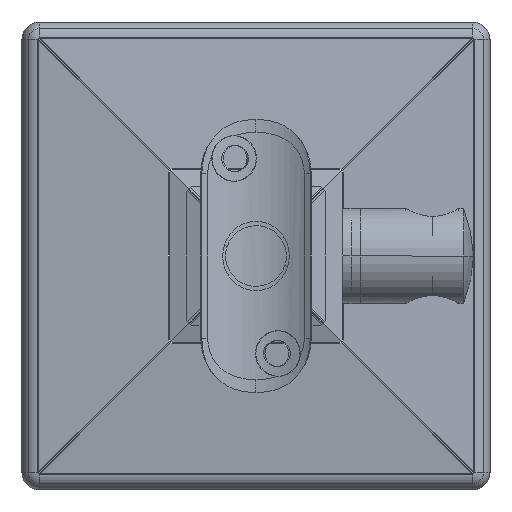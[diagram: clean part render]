
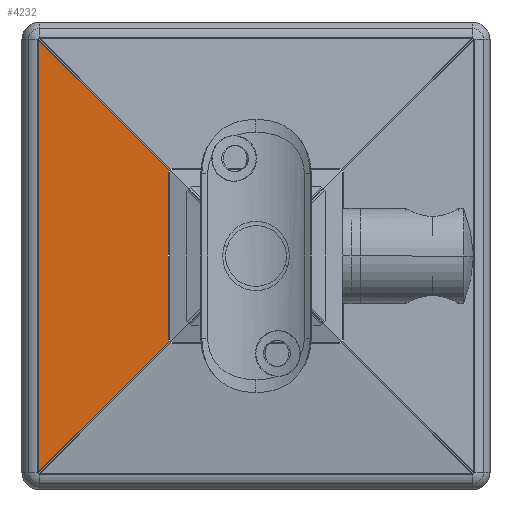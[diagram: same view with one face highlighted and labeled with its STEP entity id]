
A CAD part, front view. The second image highlights one B-rep face of the part: STEP entity #4232.
In plain terms, the highlighted face is planar.
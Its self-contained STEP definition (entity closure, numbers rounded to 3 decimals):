
#53 = VERTEX_POINT ( 'NONE', #5439 ) ;
#747 = CARTESIAN_POINT ( 'NONE',  ( 19.064, 20.25, 24. ) ) ;
#1108 = EDGE_CURVE ( 'NONE', #14664, #3100, #1415, .T. ) ;
#1415 = LINE ( 'NONE', #15992, #8334 ) ;
#1895 = CARTESIAN_POINT ( 'NONE',  ( 54., 50.354, 21.324 ) ) ;
#1948 = VECTOR ( 'NONE', #18884, 1000. ) ;
#2190 = CARTESIAN_POINT ( 'NONE',  ( 19.619, 19.973, 24.025 ) ) ;
#2659 = ORIENTED_EDGE ( 'NONE', *, *, #6117, .T. ) ;
#2828 = CARTESIAN_POINT ( 'NONE',  ( -19.064, 20.25, 24. ) ) ;
#3100 = VERTEX_POINT ( 'NONE', #17497 ) ;
#4008 =( BOUNDED_CURVE ( )  B_SPLINE_CURVE ( 3, ( #14609, #14710, #2828, #12144 ),
 .UNSPECIFIED., .F., .F. ) 
 B_SPLINE_CURVE_WITH_KNOTS ( ( 4, 4 ),
 ( 5.666, 6.283 ),
 .UNSPECIFIED. ) 
 CURVE ( )  GEOMETRIC_REPRESENTATION_ITEM ( )  RATIONAL_B_SPLINE_CURVE ( ( 1., 0.968, 0.968, 1. ) ) 
 REPRESENTATION_ITEM ( '' )  );
#4077 = FACE_OUTER_BOUND ( 'NONE', #5725, .T. ) ;
#4232 = ADVANCED_FACE ( 'NONE', ( #4077 ), #18785, .F. ) ;
#5439 = CARTESIAN_POINT ( 'NONE',  ( 50., 50.354, 21.324 ) ) ;
#5484 = ORIENTED_EDGE ( 'NONE', *, *, #12663, .T. ) ;
#5725 = EDGE_LOOP ( 'NONE', ( #9938, #5484, #6708, #18544, #9976, #2659 ) ) ;
#5926 = LINE ( 'NONE', #14979, #16630 ) ;
#6117 = EDGE_CURVE ( 'NONE', #3100, #12607, #4008, .T. ) ;
#6587 = CARTESIAN_POINT ( 'NONE',  ( -50., 50.354, 21.324 ) ) ;
#6708 = ORIENTED_EDGE ( 'NONE', *, *, #15612, .T. ) ;
#7095 = LINE ( 'NONE', #8840, #1948 ) ;
#7100 = EDGE_CURVE ( 'NONE', #53, #14664, #12303, .T. ) ;
#7671 = DIRECTION ( 'NONE',  ( 0.706, 0.706, -0.063 ) ) ;
#8035 = VERTEX_POINT ( 'NONE', #16391 ) ;
#8334 = VECTOR ( 'NONE', #12887, 1000. ) ;
#8485 = AXIS2_PLACEMENT_3D ( 'NONE', #15944, #11469, #11386 ) ;
#8600 =( BOUNDED_CURVE ( )  B_SPLINE_CURVE ( 3, ( #17160, #747, #9933, #2190 ),
 .UNSPECIFIED., .F., .F. ) 
 B_SPLINE_CURVE_WITH_KNOTS ( ( 4, 4 ),
 ( 3.142, 3.759 ),
 .UNSPECIFIED. ) 
 CURVE ( )  GEOMETRIC_REPRESENTATION_ITEM ( )  RATIONAL_B_SPLINE_CURVE ( ( 1., 0.968, 0.968, 1. ) ) 
 REPRESENTATION_ITEM ( '' )  );
#8840 = CARTESIAN_POINT ( 'NONE',  ( 54., 20.25, 24. ) ) ;
#9169 = DIRECTION ( 'NONE',  ( -1., 0., 0. ) ) ;
#9933 = CARTESIAN_POINT ( 'NONE',  ( 19.363, 20.155, 24.008 ) ) ;
#9938 = ORIENTED_EDGE ( 'NONE', *, *, #18478, .F. ) ;
#9976 = ORIENTED_EDGE ( 'NONE', *, *, #1108, .T. ) ;
#11349 = CARTESIAN_POINT ( 'NONE',  ( 19.619, 19.973, 24.025 ) ) ;
#11386 = DIRECTION ( 'NONE',  ( 0., 0.996, -0.089 ) ) ;
#11469 = DIRECTION ( 'NONE',  ( 0., -0.089, -0.996 ) ) ;
#12144 = CARTESIAN_POINT ( 'NONE',  ( -18.75, 20.25, 24. ) ) ;
#12296 = VERTEX_POINT ( 'NONE', #11349 ) ;
#12303 = LINE ( 'NONE', #1895, #13551 ) ;
#12607 = VERTEX_POINT ( 'NONE', #15125 ) ;
#12663 = EDGE_CURVE ( 'NONE', #8035, #12296, #8600, .T. ) ;
#12887 = DIRECTION ( 'NONE',  ( 0.706, -0.706, 0.063 ) ) ;
#13551 = VECTOR ( 'NONE', #9169, 1000. ) ;
#14609 = CARTESIAN_POINT ( 'NONE',  ( -19.619, 19.973, 24.025 ) ) ;
#14664 = VERTEX_POINT ( 'NONE', #6587 ) ;
#14710 = CARTESIAN_POINT ( 'NONE',  ( -19.363, 20.155, 24.008 ) ) ;
#14979 = CARTESIAN_POINT ( 'NONE',  ( 50.176, 50.531, 21.308 ) ) ;
#15125 = CARTESIAN_POINT ( 'NONE',  ( -18.75, 20.25, 24. ) ) ;
#15612 = EDGE_CURVE ( 'NONE', #12296, #53, #5926, .T. ) ;
#15944 = CARTESIAN_POINT ( 'NONE',  ( 54., 20.25, 24. ) ) ;
#15992 = CARTESIAN_POINT ( 'NONE',  ( -20.072, 20.426, 23.984 ) ) ;
#16391 = CARTESIAN_POINT ( 'NONE',  ( 18.75, 20.25, 24. ) ) ;
#16630 = VECTOR ( 'NONE', #7671, 1000. ) ;
#17160 = CARTESIAN_POINT ( 'NONE',  ( 18.75, 20.25, 24. ) ) ;
#17497 = CARTESIAN_POINT ( 'NONE',  ( -19.619, 19.973, 24.025 ) ) ;
#18478 = EDGE_CURVE ( 'NONE', #8035, #12607, #7095, .T. ) ;
#18544 = ORIENTED_EDGE ( 'NONE', *, *, #7100, .T. ) ;
#18785 = PLANE ( 'NONE',  #8485 ) ;
#18884 = DIRECTION ( 'NONE',  ( -1., 0., 0. ) ) ;
